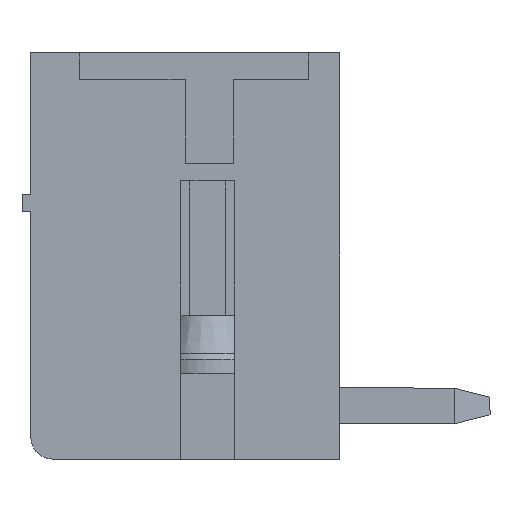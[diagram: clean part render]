
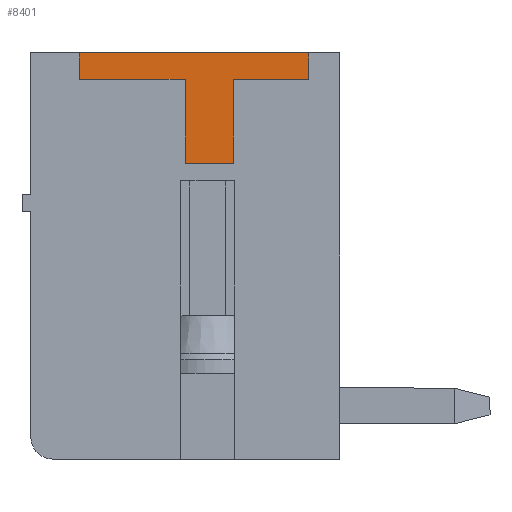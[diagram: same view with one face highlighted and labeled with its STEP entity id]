
A CAD part, left-side view. The second image highlights one B-rep face of the part: STEP entity #8401.
In plain terms, the highlighted planar face has unit normal (-1, 0, 0).
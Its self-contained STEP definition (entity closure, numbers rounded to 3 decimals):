
#177 = VECTOR ( 'NONE', #4386, 1000. ) ;
#310 = VERTEX_POINT ( 'NONE', #7614 ) ;
#499 = LINE ( 'NONE', #5190, #4939 ) ;
#700 = EDGE_CURVE ( 'NONE', #2399, #6671, #3313, .T. ) ;
#701 = CARTESIAN_POINT ( 'NONE',  ( -0.2, 8.605, 5.7 ) ) ;
#775 = VERTEX_POINT ( 'NONE', #10059 ) ;
#829 = VERTEX_POINT ( 'NONE', #13973 ) ;
#1305 = VERTEX_POINT ( 'NONE', #701 ) ;
#1787 = EDGE_CURVE ( 'NONE', #829, #1305, #7779, .T. ) ;
#2095 = CARTESIAN_POINT ( 'NONE',  ( -0.2, 5.105, 5.1 ) ) ;
#2158 = VECTOR ( 'NONE', #14758, 1000. ) ;
#2392 = DIRECTION ( 'NONE',  ( 0., -1., 0. ) ) ;
#2399 = VERTEX_POINT ( 'NONE', #10851 ) ;
#2707 = CARTESIAN_POINT ( 'NONE',  ( -0.2, 6.205, 3.2 ) ) ;
#2976 = DIRECTION ( 'NONE',  ( 0., 1., 0. ) ) ;
#2993 = VECTOR ( 'NONE', #3165, 1000. ) ;
#3165 = DIRECTION ( 'NONE',  ( 0., 1., 0. ) ) ;
#3235 = LINE ( 'NONE', #13674, #4072 ) ;
#3313 = LINE ( 'NONE', #2095, #2158 ) ;
#3608 = ORIENTED_EDGE ( 'NONE', *, *, #1787, .F. ) ;
#4072 = VECTOR ( 'NONE', #10203, 1000. ) ;
#4233 = VECTOR ( 'NONE', #13949, 1000. ) ;
#4297 = LINE ( 'NONE', #14875, #4233 ) ;
#4379 = ORIENTED_EDGE ( 'NONE', *, *, #7069, .F. ) ;
#4386 = DIRECTION ( 'NONE',  ( 0., 0., 1. ) ) ;
#4764 = CARTESIAN_POINT ( 'NONE',  ( -0.2, 13.9, 5.7 ) ) ;
#4939 = VECTOR ( 'NONE', #10961, 1000. ) ;
#5002 = LINE ( 'NONE', #2707, #177 ) ;
#5111 = EDGE_CURVE ( 'NONE', #310, #2399, #11210, .T. ) ;
#5190 = CARTESIAN_POINT ( 'NONE',  ( -0.2, 3.405, 5.7 ) ) ;
#5203 = EDGE_CURVE ( 'NONE', #775, #310, #499, .T. ) ;
#5631 = DIRECTION ( 'NONE',  ( 0., 0., 1. ) ) ;
#5919 = CARTESIAN_POINT ( 'NONE',  ( -0.2, 6.205, 3.2 ) ) ;
#5958 = VECTOR ( 'NONE', #2976, 1000. ) ;
#6290 = EDGE_CURVE ( 'NONE', #775, #1305, #14491, .T. ) ;
#6671 = VERTEX_POINT ( 'NONE', #13250 ) ;
#7030 = EDGE_CURVE ( 'NONE', #10192, #7748, #5002, .T. ) ;
#7069 = EDGE_CURVE ( 'NONE', #6671, #10192, #3235, .T. ) ;
#7233 = ORIENTED_EDGE ( 'NONE', *, *, #5111, .F. ) ;
#7614 = CARTESIAN_POINT ( 'NONE',  ( -0.2, 3.405, 5.1 ) ) ;
#7748 = VERTEX_POINT ( 'NONE', #9574 ) ;
#7779 = LINE ( 'NONE', #11568, #14205 ) ;
#8124 = FACE_OUTER_BOUND ( 'NONE', #10749, .T. ) ;
#8346 = PLANE ( 'NONE',  #14281 ) ;
#8401 = ADVANCED_FACE ( 'NONE', ( #8124 ), #8346, .F. ) ;
#8643 = CARTESIAN_POINT ( 'NONE',  ( -0.2, 3.405, 5.7 ) ) ;
#8764 = ORIENTED_EDGE ( 'NONE', *, *, #12548, .F. ) ;
#9574 = CARTESIAN_POINT ( 'NONE',  ( -0.2, 6.205, 5.1 ) ) ;
#10059 = CARTESIAN_POINT ( 'NONE',  ( -0.2, 3.405, 5.7 ) ) ;
#10192 = VERTEX_POINT ( 'NONE', #5919 ) ;
#10203 = DIRECTION ( 'NONE',  ( 0., 1., 0. ) ) ;
#10674 = ORIENTED_EDGE ( 'NONE', *, *, #5203, .F. ) ;
#10749 = EDGE_LOOP ( 'NONE', ( #3608, #8764, #14324, #4379, #14165, #7233, #10674, #13020 ) ) ;
#10851 = CARTESIAN_POINT ( 'NONE',  ( -0.2, 5.105, 5.1 ) ) ;
#10961 = DIRECTION ( 'NONE',  ( 0., 0., -1. ) ) ;
#11210 = LINE ( 'NONE', #12448, #2993 ) ;
#11568 = CARTESIAN_POINT ( 'NONE',  ( -0.2, 8.605, 5.1 ) ) ;
#12448 = CARTESIAN_POINT ( 'NONE',  ( -0.2, 3.405, 5.1 ) ) ;
#12548 = EDGE_CURVE ( 'NONE', #7748, #829, #4297, .T. ) ;
#12839 = DIRECTION ( 'NONE',  ( 1., 0., 0. ) ) ;
#13020 = ORIENTED_EDGE ( 'NONE', *, *, #6290, .T. ) ;
#13250 = CARTESIAN_POINT ( 'NONE',  ( -0.2, 5.105, 3.2 ) ) ;
#13674 = CARTESIAN_POINT ( 'NONE',  ( -0.2, 5.105, 3.2 ) ) ;
#13949 = DIRECTION ( 'NONE',  ( 0., 1., 0. ) ) ;
#13973 = CARTESIAN_POINT ( 'NONE',  ( -0.2, 8.605, 5.1 ) ) ;
#14165 = ORIENTED_EDGE ( 'NONE', *, *, #700, .F. ) ;
#14205 = VECTOR ( 'NONE', #5631, 1000. ) ;
#14281 = AXIS2_PLACEMENT_3D ( 'NONE', #4764, #12839, #2392 ) ;
#14324 = ORIENTED_EDGE ( 'NONE', *, *, #7030, .F. ) ;
#14491 = LINE ( 'NONE', #8643, #5958 ) ;
#14758 = DIRECTION ( 'NONE',  ( 0., 0., -1. ) ) ;
#14875 = CARTESIAN_POINT ( 'NONE',  ( -0.2, 6.205, 5.1 ) ) ;
